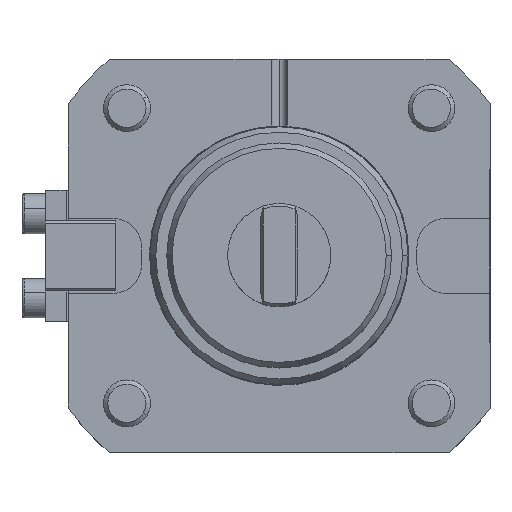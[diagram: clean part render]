
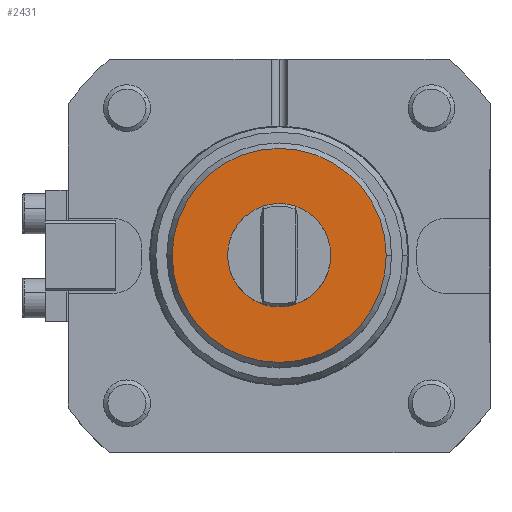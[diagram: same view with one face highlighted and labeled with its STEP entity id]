
A CAD part, top view. The second image highlights one B-rep face of the part: STEP entity #2431.
In plain terms, the highlighted planar face has unit normal (0, 0, 1).
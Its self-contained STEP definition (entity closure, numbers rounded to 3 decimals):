
#2361=CARTESIAN_POINT('',(-22.845,-0.,53.));
#2362=VERTEX_POINT('',#2361);
#2369=CARTESIAN_POINT('',(22.845,-0.,53.));
#2370=VERTEX_POINT('',#2369);
#2371=CARTESIAN_POINT('',(0.,-0.,53.));
#2372=DIRECTION('',(-0.,0.,-1.));
#2373=DIRECTION('',(-1.,0.,0.));
#2374=AXIS2_PLACEMENT_3D('',#2371,#2372,#2373);
#2375=CIRCLE('',#2374,22.845);
#2376=EDGE_CURVE('',#2362,#2370,#2375,.T.);
#2396=CARTESIAN_POINT('',(12.,-0.,53.));
#2397=DIRECTION('',(0.,-0.,1.));
#2398=DIRECTION('',(-0.,-1.,-0.));
#2399=AXIS2_PLACEMENT_3D('',#2396,#2397,#2398);
#2400=PLANE('',#2399);
#2401=ORIENTED_EDGE('',*,*,#2376,.F.);
#2402=CARTESIAN_POINT('',(0.,-0.,53.));
#2403=DIRECTION('',(-0.,0.,-1.));
#2404=DIRECTION('',(-1.,0.,0.));
#2405=AXIS2_PLACEMENT_3D('',#2402,#2403,#2404);
#2406=CIRCLE('',#2405,22.845);
#2407=EDGE_CURVE('',#2370,#2362,#2406,.T.);
#2408=ORIENTED_EDGE('',*,*,#2407,.F.);
#2409=EDGE_LOOP('',(#2401,#2408));
#2410=FACE_BOUND('',#2409,.T.);
#2411=CARTESIAN_POINT('',(11.,0.,53.));
#2412=VERTEX_POINT('',#2411);
#2413=CARTESIAN_POINT('',(-11.,-0.,53.));
#2414=VERTEX_POINT('',#2413);
#2415=CARTESIAN_POINT('',(-0.,-0.,53.));
#2416=DIRECTION('',(-0.,0.,-1.));
#2417=DIRECTION('',(-1.,-0.,0.));
#2418=AXIS2_PLACEMENT_3D('',#2415,#2416,#2417);
#2419=CIRCLE('',#2418,11.);
#2420=EDGE_CURVE('',#2412,#2414,#2419,.T.);
#2421=ORIENTED_EDGE('',*,*,#2420,.T.);
#2422=CARTESIAN_POINT('',(-0.,-0.,53.));
#2423=DIRECTION('',(-0.,0.,-1.));
#2424=DIRECTION('',(-1.,-0.,0.));
#2425=AXIS2_PLACEMENT_3D('',#2422,#2423,#2424);
#2426=CIRCLE('',#2425,11.);
#2427=EDGE_CURVE('',#2414,#2412,#2426,.T.);
#2428=ORIENTED_EDGE('',*,*,#2427,.T.);
#2429=EDGE_LOOP('',(#2421,#2428));
#2430=FACE_BOUND('',#2429,.T.);
#2431=ADVANCED_FACE('',(#2410,#2430),#2400,.T.);
